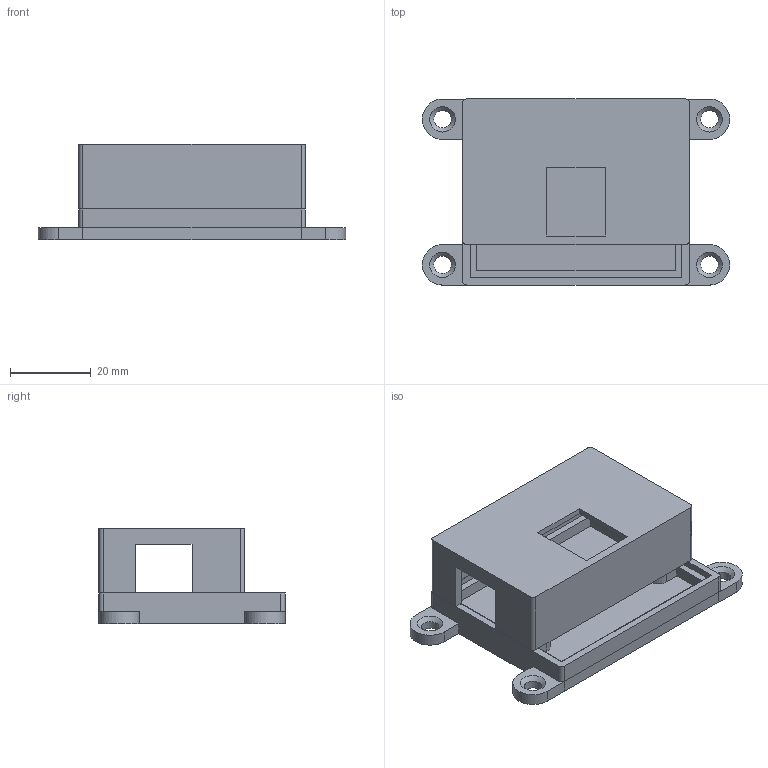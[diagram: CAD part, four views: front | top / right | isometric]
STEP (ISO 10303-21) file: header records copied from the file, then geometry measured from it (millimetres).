
FILE_DESCRIPTION(('FreeCAD Model'),'2;1');
FILE_NAME('Open CASCADE Shape Model','2025-04-05T11:10:34',( 'Jan Graichen'),(''),'Open CASCADE STEP processor 7.6','FreeCAD', 'Unknown');
FILE_SCHEMA(('AUTOMOTIVE_DESIGN { 1 0 10303 214 1 1 1 1 }'));
Length unit declared in the file: millimetre
Products named in the file (3): case; Cover; Base
Assembly tree (2 placements, depth 2):
  case
    Cover
    Base
Bounding box: 76 x 46 x 23.6 mm (x, y, z)
Volume: 18022.1 mm3; surface area: 17186.9 mm2
Topology: 2 solids, 2 shells, 232 faces, 562 edges, 344 vertices
Faces by surface type: plane 129, bspline 54, cylinder 45, cone 4
Full cylindrical faces by diameter (mm): 2.921 x15, 4.3 x4, 6 x1
Entity records: 23546 total; most frequent: CARTESIAN_POINT 12480, DIRECTION 1884, LINE 1322, VECTOR 1322, ORIENTED_EDGE 1124, PCURVE 1124, DEFINITIONAL_REPRESENTATION 1124, EDGE_CURVE 562
